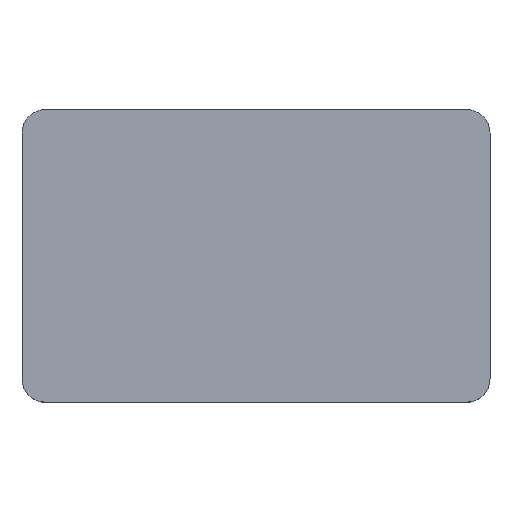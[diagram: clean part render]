
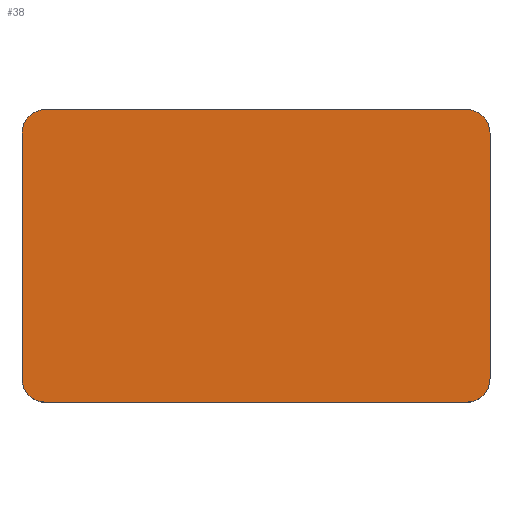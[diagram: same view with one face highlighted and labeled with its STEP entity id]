
A CAD part, top view. The second image highlights one B-rep face of the part: STEP entity #38.
In plain terms, the highlighted planar face has unit normal (0, 0, 1).
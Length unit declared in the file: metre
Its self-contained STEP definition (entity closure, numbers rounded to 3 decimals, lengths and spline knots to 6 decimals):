
#38 = ADVANCED_FACE( '', ( #77 ), #78, .T. );
#77 = FACE_OUTER_BOUND( '', #114, .T. );
#78 = PLANE( '', #115 );
#114 = EDGE_LOOP( '', ( #155, #156, #157, #158, #159, #160, #161, #162 ) );
#115 = AXIS2_PLACEMENT_3D( '', #163, #164, #165 );
#155 = ORIENTED_EDGE( '', *, *, #236, .F. );
#156 = ORIENTED_EDGE( '', *, *, #237, .F. );
#157 = ORIENTED_EDGE( '', *, *, #238, .T. );
#158 = ORIENTED_EDGE( '', *, *, #239, .T. );
#159 = ORIENTED_EDGE( '', *, *, #233, .F. );
#160 = ORIENTED_EDGE( '', *, *, #229, .T. );
#161 = ORIENTED_EDGE( '', *, *, #240, .T. );
#162 = ORIENTED_EDGE( '', *, *, #241, .F. );
#163 = CARTESIAN_POINT( '', ( 0., 0., 0.0007 ) );
#164 = DIRECTION( '', ( 0., 0., 1. ) );
#165 = DIRECTION( '', ( 1., 0., 0. ) );
#229 = EDGE_CURVE( '', #266, #264, #267, .T. );
#233 = EDGE_CURVE( '', #266, #272, #273, .T. );
#236 = EDGE_CURVE( '', #276, #277, #278, .T. );
#237 = EDGE_CURVE( '', #279, #276, #280, .T. );
#238 = EDGE_CURVE( '', #279, #281, #282, .T. );
#239 = EDGE_CURVE( '', #281, #272, #283, .T. );
#240 = EDGE_CURVE( '', #264, #284, #285, .T. );
#241 = EDGE_CURVE( '', #277, #284, #286, .T. );
#264 = VERTEX_POINT( '', #315 );
#266 = VERTEX_POINT( '', #318 );
#267 = LINE( '', #319, #320 );
#272 = VERTEX_POINT( '', #326 );
#273 = CIRCLE( '', #327, 0.0001 );
#276 = VERTEX_POINT( '', #331 );
#277 = VERTEX_POINT( '', #332 );
#278 = CIRCLE( '', #333, 0.0001 );
#279 = VERTEX_POINT( '', #334 );
#280 = LINE( '', #335, #336 );
#281 = VERTEX_POINT( '', #337 );
#282 = CIRCLE( '', #338, 0.0001 );
#283 = LINE( '', #339, #340 );
#284 = VERTEX_POINT( '', #341 );
#285 = CIRCLE( '', #342, 0.0001 );
#286 = LINE( '', #343, #344 );
#315 = CARTESIAN_POINT( '', ( -0.0009, 0.000625, 0.0007 ) );
#318 = CARTESIAN_POINT( '', ( 0.0009, 0.000625, 0.0007 ) );
#319 = CARTESIAN_POINT( '', ( 0., 0.000625, 0.0007 ) );
#320 = VECTOR( '', #378, 1. );
#326 = CARTESIAN_POINT( '', ( 0.001, 0.000525, 0.0007 ) );
#327 = AXIS2_PLACEMENT_3D( '', #383, #384, #385 );
#331 = CARTESIAN_POINT( '', ( -0.0009, -0.000625, 0.0007 ) );
#332 = CARTESIAN_POINT( '', ( -0.001, -0.000525, 0.0007 ) );
#333 = AXIS2_PLACEMENT_3D( '', #387, #388, #389 );
#334 = CARTESIAN_POINT( '', ( 0.0009, -0.000625, 0.0007 ) );
#335 = CARTESIAN_POINT( '', ( 0., -0.000625, 0.0007 ) );
#336 = VECTOR( '', #390, 1. );
#337 = CARTESIAN_POINT( '', ( 0.001, -0.000525, 0.0007 ) );
#338 = AXIS2_PLACEMENT_3D( '', #391, #392, #393 );
#339 = CARTESIAN_POINT( '', ( 0.001, 0., 0.0007 ) );
#340 = VECTOR( '', #394, 1. );
#341 = CARTESIAN_POINT( '', ( -0.001, 0.000525, 0.0007 ) );
#342 = AXIS2_PLACEMENT_3D( '', #395, #396, #397 );
#343 = CARTESIAN_POINT( '', ( -0.001, 0., 0.0007 ) );
#344 = VECTOR( '', #398, 1. );
#378 = DIRECTION( '', ( -1., 0., 0. ) );
#383 = CARTESIAN_POINT( '', ( 0.0009, 0.000525, 0.0007 ) );
#384 = DIRECTION( '', ( 0., 0., -1. ) );
#385 = DIRECTION( '', ( 1., 0., 0. ) );
#387 = CARTESIAN_POINT( '', ( -0.0009, -0.000525, 0.0007 ) );
#388 = DIRECTION( '', ( 0., 0., -1. ) );
#389 = DIRECTION( '', ( 1., 0., 0. ) );
#390 = DIRECTION( '', ( -1., 0., 0. ) );
#391 = CARTESIAN_POINT( '', ( 0.0009, -0.000525, 0.0007 ) );
#392 = DIRECTION( '', ( 0., 0., 1. ) );
#393 = DIRECTION( '', ( 1., 0., 0. ) );
#394 = DIRECTION( '', ( 0., 1., 0. ) );
#395 = CARTESIAN_POINT( '', ( -0.0009, 0.000525, 0.0007 ) );
#396 = DIRECTION( '', ( 0., 0., 1. ) );
#397 = DIRECTION( '', ( 1., 0., 0. ) );
#398 = DIRECTION( '', ( 0., 1., 0. ) );
